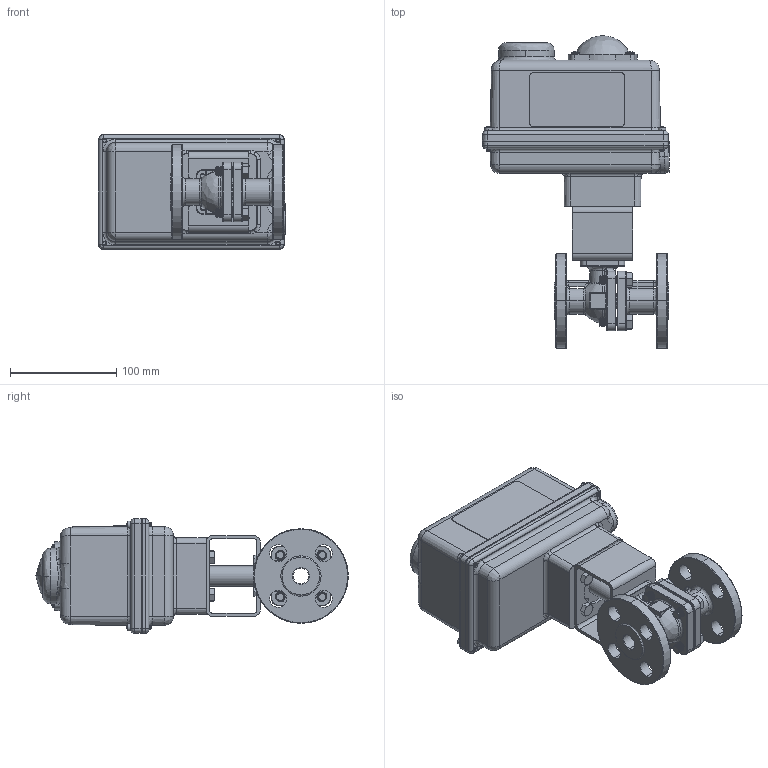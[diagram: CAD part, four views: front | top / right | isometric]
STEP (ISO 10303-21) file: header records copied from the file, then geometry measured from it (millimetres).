
FILE_DESCRIPTION (( 'STEP AP203' ), '1' );
FILE_NAME ('2000F-050_ER-2.STEP', '2017-12-11T19:52:35', ( '' ), ( '' ), 'SwSTEP 2.0', 'SolidWorks 2014', '' );
FILE_SCHEMA (( 'CONFIG_CONTROL_DESIGN' ));
Products named in the file (1): 2000F-050_ER-2
Bounding box: 176.31 x 294.34 x 108.29 mm (x, y, z)
Surface area: 183031.1 mm2 (no closed solid volume)
Topology: 0 solids, 35 shells, 1045 faces, 3483 edges, 2405 vertices
Faces by surface type: cylinder 401, plane 299, bspline 206, cone 139
Entity records: 84056 total; most frequent: CARTESIAN_POINT 58046, ORIENTED_EDGE 5708, DIRECTION 4281, EDGE_CURVE 3469, VERTEX_POINT 2405, AXIS2_PLACEMENT_3D 1526, LINE 1229, VECTOR 1229
